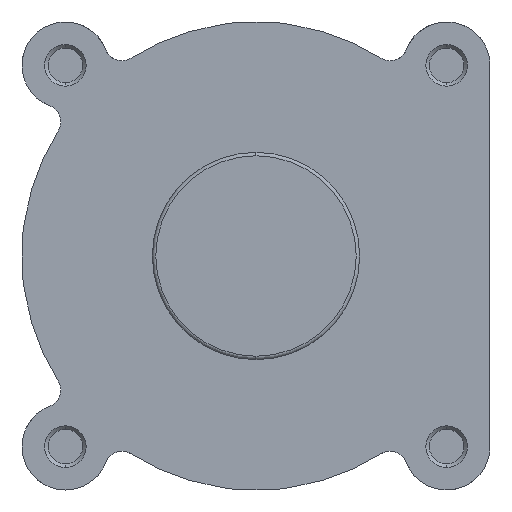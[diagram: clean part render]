
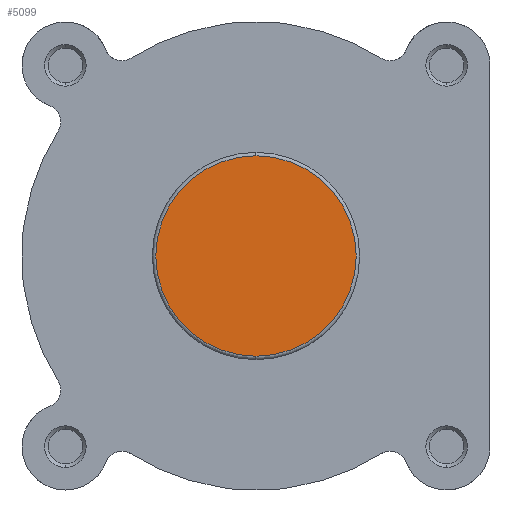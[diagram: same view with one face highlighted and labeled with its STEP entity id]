
A CAD part, left-side view. The second image highlights one B-rep face of the part: STEP entity #5099.
In plain terms, the highlighted planar face has unit normal (-1, 0, 0).
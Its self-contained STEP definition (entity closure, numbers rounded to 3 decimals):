
#94 = CARTESIAN_POINT ( 'NONE',  ( 0., 0., 28.9 ) ) ;
#195 = VERTEX_POINT ( 'NONE', #410 ) ;
#197 = VERTEX_POINT ( 'NONE', #94 ) ;
#410 = CARTESIAN_POINT ( 'NONE',  ( 0., 0., -28.9 ) ) ;
#1567 = PLANE ( 'NONE',  #3110 ) ;
#1570 = CARTESIAN_POINT ( 'NONE',  ( 0., 29.9, 0. ) ) ;
#1576 = DIRECTION ( 'NONE',  ( 1., 0., 0. ) ) ;
#1577 = DIRECTION ( 'NONE',  ( 0., 0., -1. ) ) ;
#1905 = FACE_OUTER_BOUND ( 'NONE', #3552, .T. ) ;
#2470 = EDGE_CURVE ( 'NONE', #197, #195, #6547, .T. ) ;
#2582 = EDGE_CURVE ( 'NONE', #195, #197, #6706, .T. ) ;
#2681 = AXIS2_PLACEMENT_3D ( 'NONE', #5619, #5620, #5621 ) ;
#2744 = AXIS2_PLACEMENT_3D ( 'NONE', #5898, #5905, #5906 ) ;
#3110 = AXIS2_PLACEMENT_3D ( 'NONE', #1570, #1576, #1577 ) ;
#3277 = ORIENTED_EDGE ( 'NONE', *, *, #2470, .T. ) ;
#3291 = ORIENTED_EDGE ( 'NONE', *, *, #2582, .T. ) ;
#3552 = EDGE_LOOP ( 'NONE', ( #3291, #3277 ) ) ;
#5099 = ADVANCED_FACE ( 'NONE', ( #1905 ), #1567, .F. ) ;
#5619 = CARTESIAN_POINT ( 'NONE',  ( 0., 0., 0. ) ) ;
#5620 = DIRECTION ( 'NONE',  ( -1., 0., 0. ) ) ;
#5621 = DIRECTION ( 'NONE',  ( 0., 0., -1. ) ) ;
#5898 = CARTESIAN_POINT ( 'NONE',  ( 0., 0., 0. ) ) ;
#5905 = DIRECTION ( 'NONE',  ( -1., 0., 0. ) ) ;
#5906 = DIRECTION ( 'NONE',  ( 0., 0., -1. ) ) ;
#6547 = CIRCLE ( 'NONE', #2681, 28.9 ) ;
#6706 = CIRCLE ( 'NONE', #2744, 28.9 ) ;
